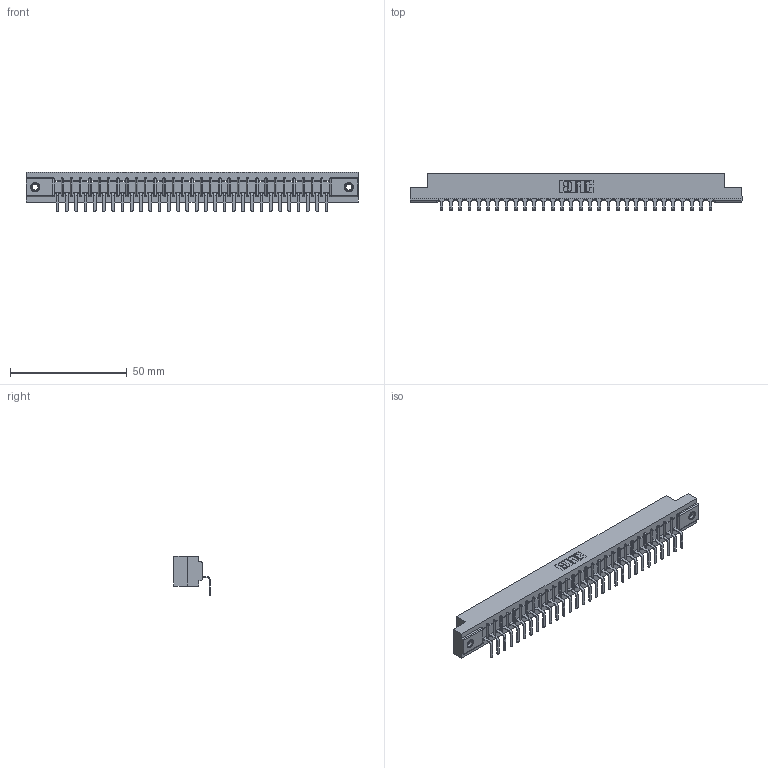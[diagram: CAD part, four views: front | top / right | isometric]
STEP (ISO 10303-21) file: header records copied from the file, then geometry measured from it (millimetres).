
FILE_DESCRIPTION (( 'STEP AP203' ), '1' );
FILE_NAME ('307-030-559-107.STEP', '2019-09-05T16:28:53', ( '' ), ( '' ), 'SwSTEP 2.0', 'SolidWorks 2016', '' );
FILE_SCHEMA (( 'CONFIG_CONTROL_DESIGN' ));
Length unit declared in the file: inch
Products named in the file (4): 307-030-559-107; 307 Part_.156 Dia Mounting Holes; 307-290-001_558 559 - 1 (Single); 345-250-001_345-250-005-103
Assembly tree (33 placements, depth 2):
  307-030-559-107
    307 Part_.156 Dia Mounting Holes
    307-290-001_558 559 - 1 (Single)  x30
    345-250-001_345-250-005-103  x2
Bounding box: 141.88 x 15.46 x 16.8 mm (x, y, z)
Volume: 14684.1 mm3; surface area: 15656.8 mm2
Topology: 33 solids, 33 shells, 2009 faces, 5679 edges, 3654 vertices
Faces by surface type: plane 1272, cylinder 659, sphere 62, cone 12, torus 4
Entity records: 28487 total; most frequent: CARTESIAN_POINT 4775, ORIENTED_EDGE 4754, DIRECTION 4661, EDGE_CURVE 2377, LINE 1817, VECTOR 1817, VERTEX_POINT 1536, AXIS2_PLACEMENT_3D 1422
